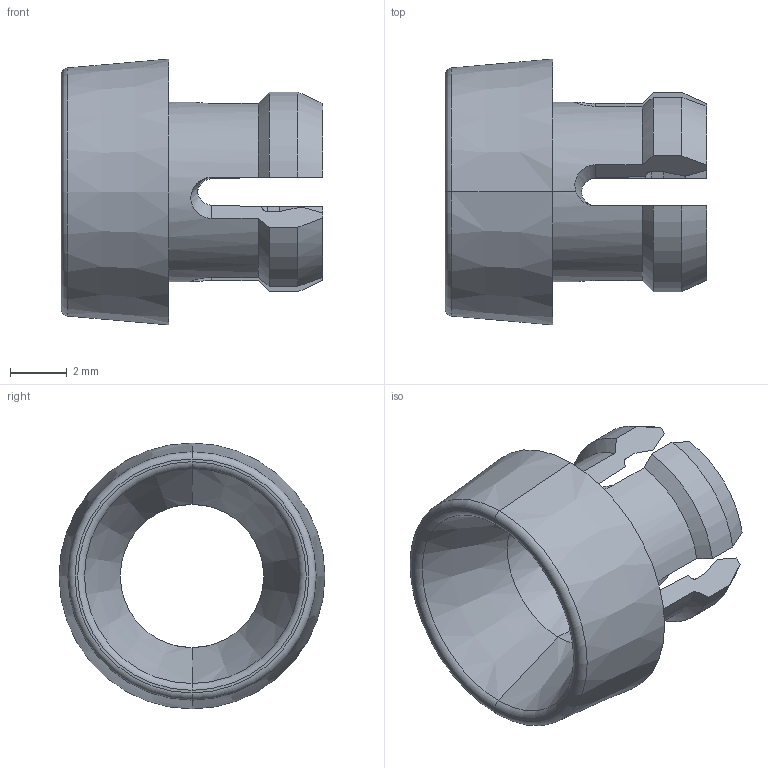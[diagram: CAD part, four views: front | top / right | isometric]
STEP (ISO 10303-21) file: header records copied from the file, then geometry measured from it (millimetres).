
FILE_DESCRIPTION (( 'STEP AP203' ), '1' );
FILE_NAME ('CLP_129.STEP', '2019-05-17T21:12:02', ( '' ), ( '' ), 'SwSTEP 2.0', 'SolidWorks 2018', '' );
FILE_SCHEMA (( 'CONFIG_CONTROL_DESIGN' ));
Length unit declared in the file: inch
Products named in the file (1): CLP_129
Bounding box: 9.24 x 9.4 x 9.4 mm (x, y, z)
Volume: 175.7 mm3; surface area: 426.8 mm2
Topology: 1 solids, 1 shells, 58 faces, 162 edges, 106 vertices
Faces by surface type: cone 22, plane 14, cylinder 10, torus 8, bspline 4
Entity records: 2795 total; most frequent: CARTESIAN_POINT 1299, ORIENTED_EDGE 324, DIRECTION 266, EDGE_CURVE 162, AXIS2_PLACEMENT_3D 109, VERTEX_POINT 106, B_SPLINE_CURVE_WITH_KNOTS 60, EDGE_LOOP 60
